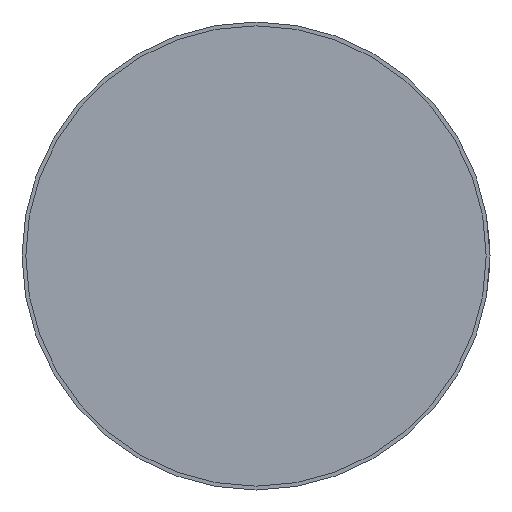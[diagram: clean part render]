
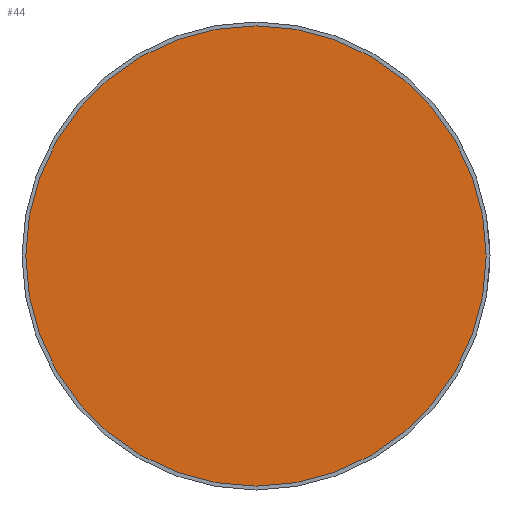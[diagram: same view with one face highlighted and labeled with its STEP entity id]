
A CAD part, front view. The second image highlights one B-rep face of the part: STEP entity #44.
In plain terms, the highlighted planar face has unit normal (0, -1, 0).
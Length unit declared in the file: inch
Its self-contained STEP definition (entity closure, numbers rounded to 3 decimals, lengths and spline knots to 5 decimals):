
#44 = ADVANCED_FACE ( 'NONE', ( #684 ), #801, .T. ) ;
#45 = CARTESIAN_POINT ( 'NONE',  ( 0., -0.04, 0. ) ) ;
#99 = ORIENTED_EDGE ( 'NONE', *, *, #760, .T. ) ;
#133 = CARTESIAN_POINT ( 'NONE',  ( 0., -0.04, -3.8725 ) ) ;
#150 = CARTESIAN_POINT ( 'NONE',  ( 0., -0.04, 0. ) ) ;
#162 = CARTESIAN_POINT ( 'NONE',  ( 0., -0.04, 0. ) ) ;
#208 = VERTEX_POINT ( 'NONE', #1212 ) ;
#218 = EDGE_LOOP ( 'NONE', ( #99, #361 ) ) ;
#227 = AXIS2_PLACEMENT_3D ( 'NONE', #45, #891, #322 ) ;
#261 = DIRECTION ( 'NONE',  ( 0., 0., -1. ) ) ;
#283 = CIRCLE ( 'NONE', #674, 3.8725 ) ;
#322 = DIRECTION ( 'NONE',  ( 0., 0., -1. ) ) ;
#361 = ORIENTED_EDGE ( 'NONE', *, *, #657, .T. ) ;
#542 = CIRCLE ( 'NONE', #227, 3.8725 ) ;
#555 = AXIS2_PLACEMENT_3D ( 'NONE', #162, #1038, #261 ) ;
#657 = EDGE_CURVE ( 'NONE', #208, #708, #283, .T. ) ;
#674 = AXIS2_PLACEMENT_3D ( 'NONE', #150, #1064, #874 ) ;
#684 = FACE_OUTER_BOUND ( 'NONE', #218, .T. ) ;
#708 = VERTEX_POINT ( 'NONE', #133 ) ;
#760 = EDGE_CURVE ( 'NONE', #708, #208, #542, .T. ) ;
#801 = PLANE ( 'NONE',  #555 ) ;
#874 = DIRECTION ( 'NONE',  ( 0., 0., -1. ) ) ;
#891 = DIRECTION ( 'NONE',  ( 0., -1., 0. ) ) ;
#1038 = DIRECTION ( 'NONE',  ( 0., -1., 0. ) ) ;
#1064 = DIRECTION ( 'NONE',  ( 0., -1., 0. ) ) ;
#1212 = CARTESIAN_POINT ( 'NONE',  ( 0., -0.04, 3.8725 ) ) ;
